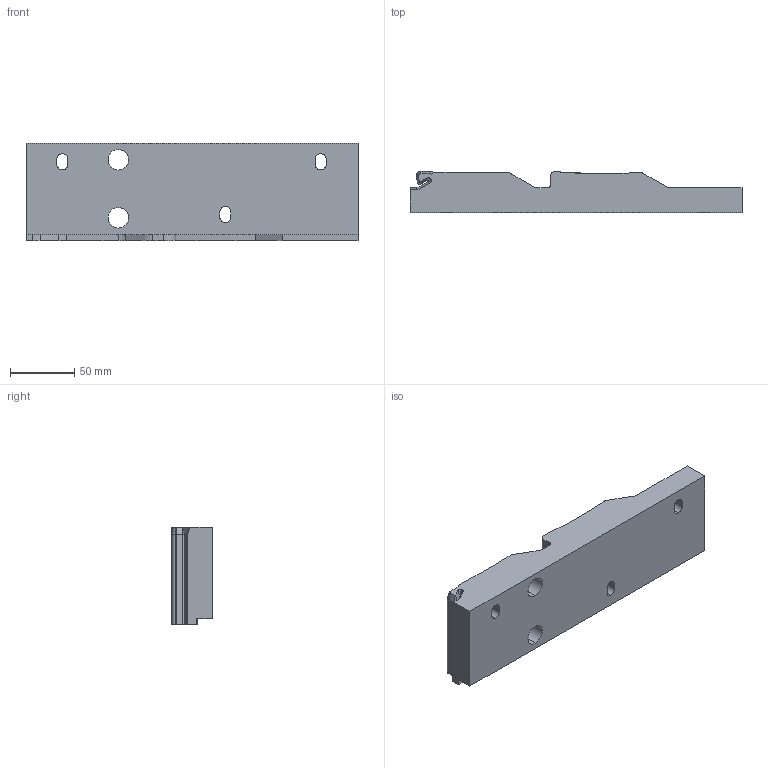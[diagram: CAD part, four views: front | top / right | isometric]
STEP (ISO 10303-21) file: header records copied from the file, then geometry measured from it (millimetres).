
FILE_DESCRIPTION (( 'STEP AP214' ), '1' );
FILE_NAME ('ﾒﾑﾊﾎ.0034.103.00.01 (ﾌ瑣).STEP', '2018-09-19T07:34:46', ( '1' ), ( '' ), 'SwSTEP 2.0', 'SolidWorks 2014', '' );
FILE_SCHEMA (( 'AUTOMOTIVE_DESIGN' ));
Length unit declared in the file: millimetre
Products named in the file (1): ﾒﾑﾊﾎ.0034.103.00.01 (ﾌ瑣)
Bounding box: 257.7 x 31.79 x 76 mm (x, y, z)
Volume: 465664.4 mm3; surface area: 64691.7 mm2
Topology: 1 solids, 1 shells, 97 faces, 271 edges, 177 vertices
Faces by surface type: cylinder 45, plane 44, cone 8
Entity records: 3446 total; most frequent: CARTESIAN_POINT 855, ORIENTED_EDGE 542, DIRECTION 534, EDGE_CURVE 271, AXIS2_PLACEMENT_3D 184, VERTEX_POINT 177, VECTOR 166, LINE 166
